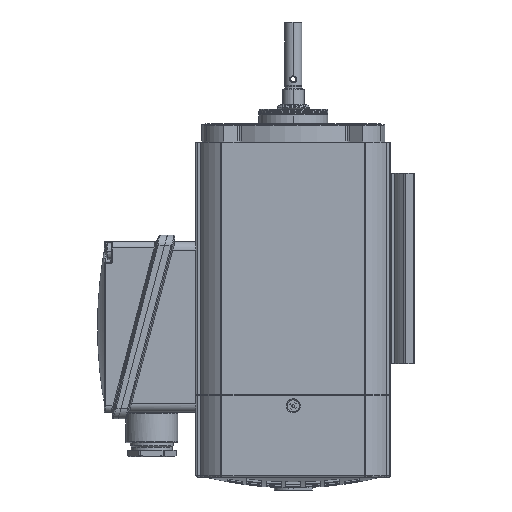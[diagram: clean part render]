
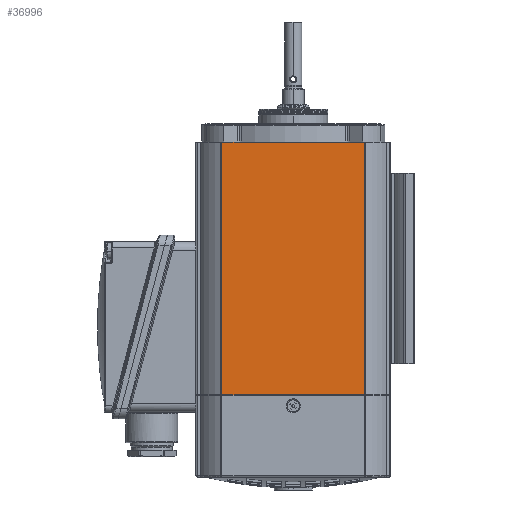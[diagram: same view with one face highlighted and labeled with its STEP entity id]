
A CAD part, left-side view. The second image highlights one B-rep face of the part: STEP entity #36996.
In plain terms, the highlighted planar face has unit normal (-1, 0, 0).
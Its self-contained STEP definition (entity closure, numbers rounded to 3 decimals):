
#2481 = VECTOR ( 'NONE', #33829, 1000. ) ;
#2805 = EDGE_CURVE ( 'NONE', #30133, #52379, #27441, .T. ) ;
#4886 = CARTESIAN_POINT ( 'NONE',  ( -45., 33., 118. ) ) ;
#5216 = PLANE ( 'NONE',  #51916 ) ;
#5341 = CARTESIAN_POINT ( 'NONE',  ( -45., 45., 118. ) ) ;
#7582 = CARTESIAN_POINT ( 'NONE',  ( -45., 33., 1. ) ) ;
#9247 = LINE ( 'NONE', #40731, #21934 ) ;
#9440 = LINE ( 'NONE', #56027, #44424 ) ;
#12976 = ORIENTED_EDGE ( 'NONE', *, *, #55328, .F. ) ;
#14957 = DIRECTION ( 'NONE',  ( 1., 0., 0. ) ) ;
#15437 = ORIENTED_EDGE ( 'NONE', *, *, #2805, .T. ) ;
#17045 = DIRECTION ( 'NONE',  ( 0., 0., 1. ) ) ;
#21934 = VECTOR ( 'NONE', #17045, 1000. ) ;
#22206 = VERTEX_POINT ( 'NONE', #7582 ) ;
#22733 = EDGE_LOOP ( 'NONE', ( #12976, #15437, #36668, #56787 ) ) ;
#23235 = EDGE_CURVE ( 'NONE', #22206, #32200, #9247, .T. ) ;
#27441 = LINE ( 'NONE', #31066, #51267 ) ;
#30133 = VERTEX_POINT ( 'NONE', #58046 ) ;
#31066 = CARTESIAN_POINT ( 'NONE',  ( -45., -33., 0. ) ) ;
#32200 = VERTEX_POINT ( 'NONE', #4886 ) ;
#33829 = DIRECTION ( 'NONE',  ( 0., -1., 0. ) ) ;
#36668 = ORIENTED_EDGE ( 'NONE', *, *, #51696, .F. ) ;
#36996 = ADVANCED_FACE ( 'NONE', ( #37425 ), #5216, .F. ) ;
#37425 = FACE_OUTER_BOUND ( 'NONE', #22733, .T. ) ;
#40731 = CARTESIAN_POINT ( 'NONE',  ( -45., 33., 0. ) ) ;
#43455 = CARTESIAN_POINT ( 'NONE',  ( -45., 45., 119. ) ) ;
#44424 = VECTOR ( 'NONE', #46656, 1000. ) ;
#46656 = DIRECTION ( 'NONE',  ( 0., 1., 0. ) ) ;
#47018 = CARTESIAN_POINT ( 'NONE',  ( -45., -33., 118. ) ) ;
#48281 = DIRECTION ( 'NONE',  ( 0., 1., 0. ) ) ;
#51267 = VECTOR ( 'NONE', #56779, 1000. ) ;
#51642 = LINE ( 'NONE', #5341, #2481 ) ;
#51696 = EDGE_CURVE ( 'NONE', #32200, #52379, #51642, .T. ) ;
#51916 = AXIS2_PLACEMENT_3D ( 'NONE', #43455, #14957, #48281 ) ;
#52379 = VERTEX_POINT ( 'NONE', #47018 ) ;
#55328 = EDGE_CURVE ( 'NONE', #30133, #22206, #9440, .T. ) ;
#56027 = CARTESIAN_POINT ( 'NONE',  ( -45., 45., 1. ) ) ;
#56779 = DIRECTION ( 'NONE',  ( 0., 0., 1. ) ) ;
#56787 = ORIENTED_EDGE ( 'NONE', *, *, #23235, .F. ) ;
#58046 = CARTESIAN_POINT ( 'NONE',  ( -45., -33., 1. ) ) ;
